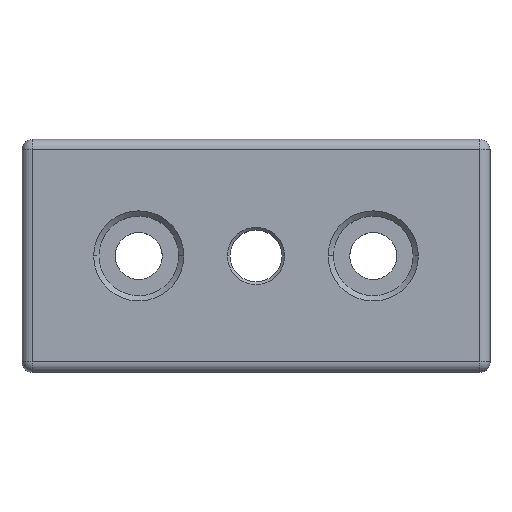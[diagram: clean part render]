
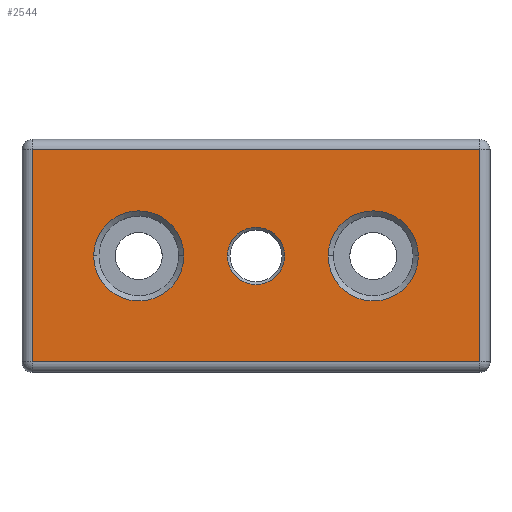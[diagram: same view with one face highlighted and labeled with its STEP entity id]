
A CAD part, top view. The second image highlights one B-rep face of the part: STEP entity #2544.
In plain terms, the highlighted planar face has unit normal (0, 0, 1).
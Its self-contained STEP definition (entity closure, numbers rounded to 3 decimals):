
#17 = CARTESIAN_POINT ( 'NONE',  ( 50.4, 22.35, 16. ) ) ;
#70 = EDGE_CURVE ( 'NONE', #3159, #71, #1930, .T. ) ;
#71 = VERTEX_POINT ( 'NONE', #1102 ) ;
#73 = DIRECTION ( 'NONE',  ( -1., 0., 0. ) ) ;
#96 = ORIENTED_EDGE ( 'NONE', *, *, #297, .T. ) ;
#147 = LINE ( 'NONE', #1777, #2304 ) ;
#185 = CARTESIAN_POINT ( 'NONE',  ( 0., 0., 16. ) ) ;
#208 = EDGE_LOOP ( 'NONE', ( #769, #1190 ) ) ;
#211 = CIRCLE ( 'NONE', #770, 8.65 ) ;
#297 = EDGE_CURVE ( 'NONE', #1170, #1556, #2106, .T. ) ;
#383 = CARTESIAN_POINT ( 'NONE',  ( 67.4, 22.35, 16. ) ) ;
#404 = VECTOR ( 'NONE', #2424, 1000. ) ;
#432 = FACE_BOUND ( 'NONE', #208, .T. ) ;
#480 = FACE_BOUND ( 'NONE', #1613, .T. ) ;
#488 = EDGE_CURVE ( 'NONE', #1140, #3159, #3335, .T. ) ;
#583 = ORIENTED_EDGE ( 'NONE', *, *, #488, .T. ) ;
#610 = CIRCLE ( 'NONE', #3325, 5.5 ) ;
#616 = CARTESIAN_POINT ( 'NONE',  ( 0., 42.7, 16. ) ) ;
#623 = EDGE_LOOP ( 'NONE', ( #583, #736, #2047, #1661 ) ) ;
#636 = CARTESIAN_POINT ( 'NONE',  ( 87.8, 42.7, 16. ) ) ;
#696 = DIRECTION ( 'NONE',  ( 0., 0., -1. ) ) ;
#703 = EDGE_CURVE ( 'NONE', #71, #709, #147, .T. ) ;
#707 = EDGE_LOOP ( 'NONE', ( #3342, #2509 ) ) ;
#709 = VERTEX_POINT ( 'NONE', #2425 ) ;
#716 = DIRECTION ( 'NONE',  ( 0., 0., -1. ) ) ;
#736 = ORIENTED_EDGE ( 'NONE', *, *, #70, .T. ) ;
#754 = CARTESIAN_POINT ( 'NONE',  ( 44.9, 22.35, 16. ) ) ;
#769 = ORIENTED_EDGE ( 'NONE', *, *, #1255, .T. ) ;
#770 = AXIS2_PLACEMENT_3D ( 'NONE', #1341, #1630, #3327 ) ;
#784 = CARTESIAN_POINT ( 'NONE',  ( 31.05, 22.35, 16. ) ) ;
#891 = VECTOR ( 'NONE', #2183, 1000. ) ;
#930 = AXIS2_PLACEMENT_3D ( 'NONE', #982, #2607, #2263 ) ;
#982 = CARTESIAN_POINT ( 'NONE',  ( 67.4, 22.35, 16. ) ) ;
#1092 = CARTESIAN_POINT ( 'NONE',  ( 0., 2., 16. ) ) ;
#1102 = CARTESIAN_POINT ( 'NONE',  ( 2., 42.7, 16. ) ) ;
#1128 = CARTESIAN_POINT ( 'NONE',  ( 87.8, 0., 16. ) ) ;
#1140 = VERTEX_POINT ( 'NONE', #2400 ) ;
#1170 = VERTEX_POINT ( 'NONE', #1855 ) ;
#1190 = ORIENTED_EDGE ( 'NONE', *, *, #1424, .T. ) ;
#1217 = DIRECTION ( 'NONE',  ( 0., -1., 0. ) ) ;
#1231 = CIRCLE ( 'NONE', #1456, 8.65 ) ;
#1255 = EDGE_CURVE ( 'NONE', #1642, #2972, #1281, .T. ) ;
#1268 = DIRECTION ( 'NONE',  ( 0., 0., -1. ) ) ;
#1281 = CIRCLE ( 'NONE', #1569, 5.5 ) ;
#1341 = CARTESIAN_POINT ( 'NONE',  ( 22.4, 22.35, 16. ) ) ;
#1369 = LINE ( 'NONE', #1092, #891 ) ;
#1388 = VERTEX_POINT ( 'NONE', #1745 ) ;
#1408 = AXIS2_PLACEMENT_3D ( 'NONE', #3143, #716, #2890 ) ;
#1424 = EDGE_CURVE ( 'NONE', #2972, #1642, #610, .T. ) ;
#1453 = DIRECTION ( 'NONE',  ( 0., 0., -1. ) ) ;
#1456 = AXIS2_PLACEMENT_3D ( 'NONE', #383, #1453, #2545 ) ;
#1556 = VERTEX_POINT ( 'NONE', #784 ) ;
#1569 = AXIS2_PLACEMENT_3D ( 'NONE', #754, #1840, #73 ) ;
#1613 = EDGE_LOOP ( 'NONE', ( #3225, #96 ) ) ;
#1630 = DIRECTION ( 'NONE',  ( 0., 0., -1. ) ) ;
#1642 = VERTEX_POINT ( 'NONE', #17 ) ;
#1661 = ORIENTED_EDGE ( 'NONE', *, *, #1678, .T. ) ;
#1678 = EDGE_CURVE ( 'NONE', #709, #1140, #1369, .T. ) ;
#1745 = CARTESIAN_POINT ( 'NONE',  ( 58.75, 22.35, 16. ) ) ;
#1777 = CARTESIAN_POINT ( 'NONE',  ( 2., 0., 16. ) ) ;
#1840 = DIRECTION ( 'NONE',  ( 0., 0., -1. ) ) ;
#1855 = CARTESIAN_POINT ( 'NONE',  ( 13.75, 22.35, 16. ) ) ;
#1930 = LINE ( 'NONE', #616, #404 ) ;
#1960 = EDGE_CURVE ( 'NONE', #1388, #2865, #2638, .T. ) ;
#1977 = CARTESIAN_POINT ( 'NONE',  ( 39.4, 22.35, 16. ) ) ;
#2047 = ORIENTED_EDGE ( 'NONE', *, *, #703, .T. ) ;
#2106 = CIRCLE ( 'NONE', #1408, 8.65 ) ;
#2183 = DIRECTION ( 'NONE',  ( 1., 0., 0. ) ) ;
#2263 = DIRECTION ( 'NONE',  ( -1., 0., 0. ) ) ;
#2304 = VECTOR ( 'NONE', #1217, 1000. ) ;
#2362 = DIRECTION ( 'NONE',  ( -1., 0., 0. ) ) ;
#2400 = CARTESIAN_POINT ( 'NONE',  ( 87.8, 2., 16. ) ) ;
#2424 = DIRECTION ( 'NONE',  ( -1., 0., 0. ) ) ;
#2425 = CARTESIAN_POINT ( 'NONE',  ( 2., 2., 16. ) ) ;
#2509 = ORIENTED_EDGE ( 'NONE', *, *, #1960, .T. ) ;
#2544 = ADVANCED_FACE ( 'NONE', ( #2868, #432, #3125, #480 ), #2916, .F. ) ;
#2545 = DIRECTION ( 'NONE',  ( -1., 0., 0. ) ) ;
#2607 = DIRECTION ( 'NONE',  ( 0., 0., -1. ) ) ;
#2638 = CIRCLE ( 'NONE', #930, 8.65 ) ;
#2705 = EDGE_CURVE ( 'NONE', #1556, #1170, #211, .T. ) ;
#2718 = VECTOR ( 'NONE', #3056, 1000. ) ;
#2865 = VERTEX_POINT ( 'NONE', #3361 ) ;
#2868 = FACE_OUTER_BOUND ( 'NONE', #623, .T. ) ;
#2890 = DIRECTION ( 'NONE',  ( -1., 0., 0. ) ) ;
#2916 = PLANE ( 'NONE',  #2980 ) ;
#2972 = VERTEX_POINT ( 'NONE', #1977 ) ;
#2980 = AXIS2_PLACEMENT_3D ( 'NONE', #185, #1268, #2362 ) ;
#3056 = DIRECTION ( 'NONE',  ( 0., 1., 0. ) ) ;
#3077 = DIRECTION ( 'NONE',  ( -1., 0., 0. ) ) ;
#3113 = EDGE_CURVE ( 'NONE', #2865, #1388, #1231, .T. ) ;
#3125 = FACE_BOUND ( 'NONE', #707, .T. ) ;
#3126 = CARTESIAN_POINT ( 'NONE',  ( 44.9, 22.35, 16. ) ) ;
#3143 = CARTESIAN_POINT ( 'NONE',  ( 22.4, 22.35, 16. ) ) ;
#3159 = VERTEX_POINT ( 'NONE', #636 ) ;
#3225 = ORIENTED_EDGE ( 'NONE', *, *, #2705, .T. ) ;
#3325 = AXIS2_PLACEMENT_3D ( 'NONE', #3126, #696, #3077 ) ;
#3327 = DIRECTION ( 'NONE',  ( -1., 0., 0. ) ) ;
#3335 = LINE ( 'NONE', #1128, #2718 ) ;
#3342 = ORIENTED_EDGE ( 'NONE', *, *, #3113, .T. ) ;
#3361 = CARTESIAN_POINT ( 'NONE',  ( 76.05, 22.35, 16. ) ) ;
